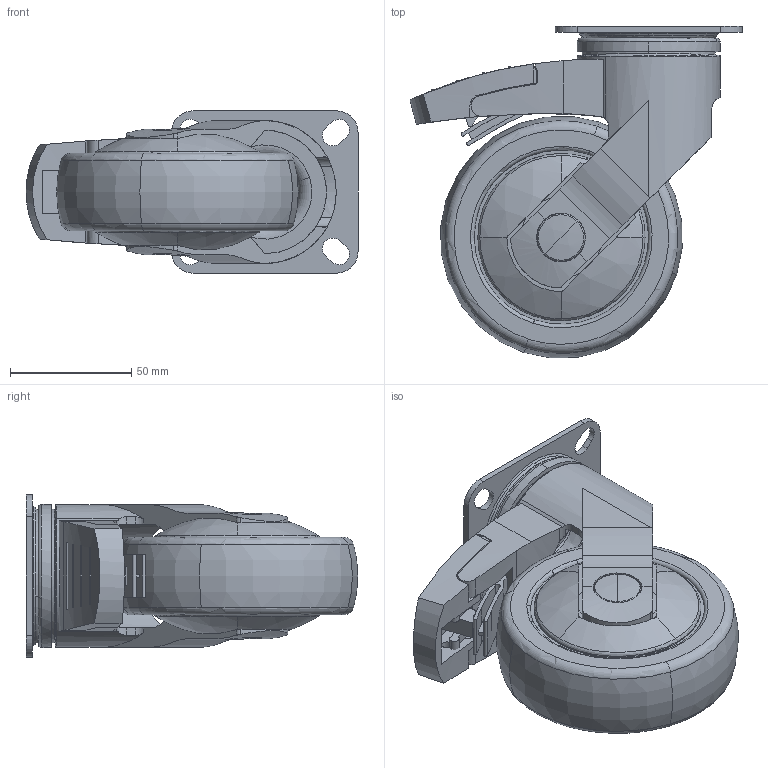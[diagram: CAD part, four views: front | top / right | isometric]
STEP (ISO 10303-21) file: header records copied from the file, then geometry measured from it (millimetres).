
FILE_DESCRIPTION (( 'STEP AP214' ), '1' );
FILE_NAME ('F003514_3D.step', '2022-11-21T18:18:45', ( '' ), ( '' ), 'SwSTEP 2.0', 'SolidWorks 2020', '' );
FILE_SCHEMA (( 'AUTOMOTIVE_DESIGN' ));
Length unit declared in the file: millimetre
Products named in the file (1): F003514_3D
Bounding box: 136.96 x 136.85 x 67 mm (x, y, z)
Volume: 403785.3 mm3; surface area: 79165.8 mm2
Topology: 3 solids, 3 shells, 352 faces, 953 edges, 632 vertices
Faces by surface type: cylinder 135, plane 135, torus 52, cone 18, sphere 12
Entity records: 16668 total; most frequent: CARTESIAN_POINT 3730, DIRECTION 1929, ORIENTED_EDGE 1906, EDGE_CURVE 953, AXIS2_PLACEMENT_3D 768, VERTEX_POINT 632, CIRCLE 415, EDGE_LOOP 395
